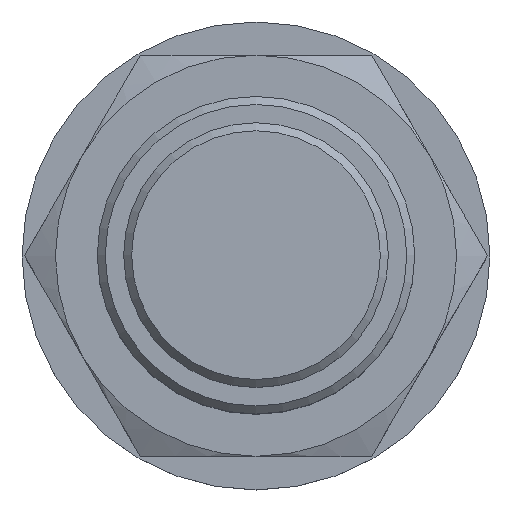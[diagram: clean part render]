
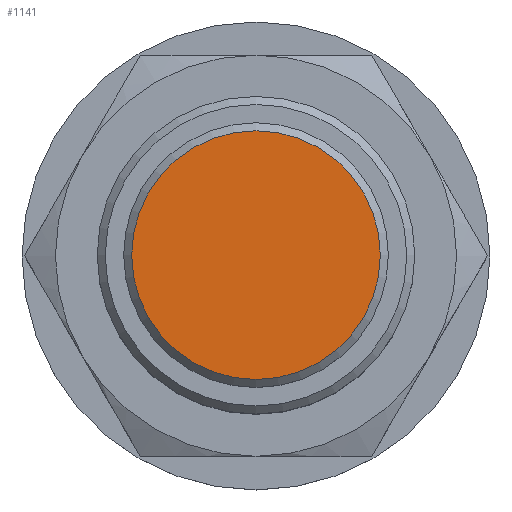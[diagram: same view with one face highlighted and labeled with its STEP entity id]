
A CAD part, top view. The second image highlights one B-rep face of the part: STEP entity #1141.
In plain terms, the highlighted planar face has unit normal (0, 0, 1).
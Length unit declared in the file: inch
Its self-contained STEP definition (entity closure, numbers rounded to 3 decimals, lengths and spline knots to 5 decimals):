
#79=PLANE('',#1287);
#229=FACE_OUTER_BOUND('',#327,.T.);
#327=EDGE_LOOP('',(#889));
#435=CIRCLE('',#1284,0.465);
#538=VERTEX_POINT('',#2589);
#668=EDGE_CURVE('',#538,#538,#435,.T.);
#889=ORIENTED_EDGE('',*,*,#668,.F.);
#1141=ADVANCED_FACE('',(#229),#79,.T.);
#1284=AXIS2_PLACEMENT_3D('',#2590,#1532,#1533);
#1287=AXIS2_PLACEMENT_3D('',#2594,#1538,#1539);
#1532=DIRECTION('center_axis',(0.,0.,-1.));
#1533=DIRECTION('ref_axis',(-1.,0.,0.));
#1538=DIRECTION('center_axis',(0.,0.,1.));
#1539=DIRECTION('ref_axis',(-1.,0.,0.));
#2589=CARTESIAN_POINT('',(0.465,0.,2.937));
#2590=CARTESIAN_POINT('Origin',(0.,0.,2.937));
#2594=CARTESIAN_POINT('Origin',(0.,0.,2.937));
